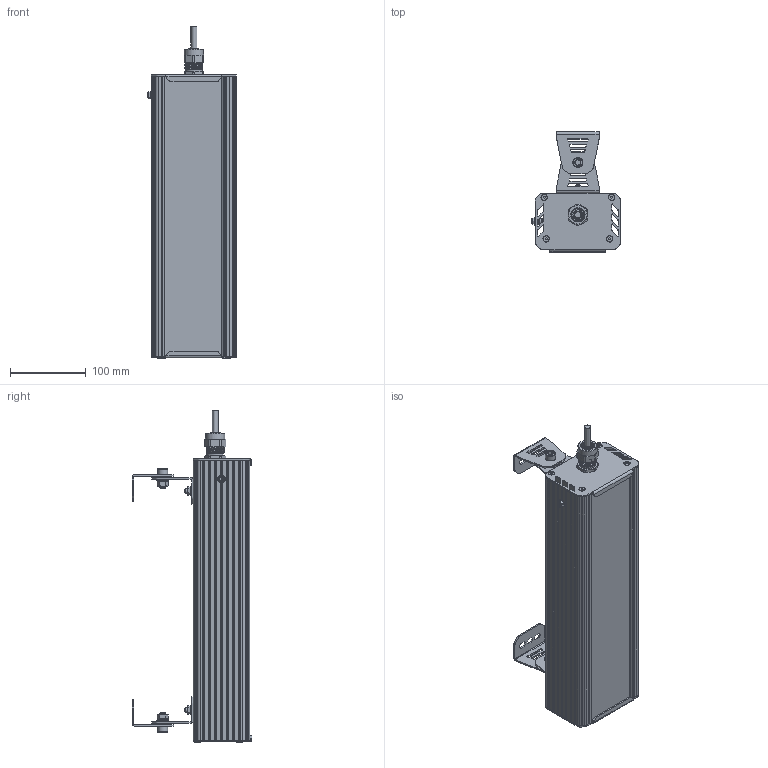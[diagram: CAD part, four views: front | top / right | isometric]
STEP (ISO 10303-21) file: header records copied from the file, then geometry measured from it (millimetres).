
FILE_DESCRIPTION(('STEP AP214'), '1');
FILE_NAME('001.0092.00.013 - ÃÑÏ-Ïðèìà-Îïòèê-2Åõ50', '', ('UNSPECIFIED'), ('UNSPECIFIED'), 'C3D Converter', 'C3D Toolkit', '');
FILE_SCHEMA(('AUTOMOTIVE_DESIGN { 1 0 10303 214 3 1 1}'));
Length unit declared in the file: millimetre
Products named in the file (37): 001.0092.00.013; 001.0065.01.000
Assembly tree (62 placements, depth 4):
  001.0092.00.013
    (unnamed)
      (unnamed)  x4
      (unnamed)  x4
      (unnamed)
      (unnamed)
      (unnamed)
      (unnamed)
      (unnamed)
      (unnamed)
      (unnamed)
      (unnamed)
      (unnamed)
      (unnamed)
      (unnamed)
        (unnamed)
    001.0065.01.000  x2
      (unnamed)
      (unnamed)
      (unnamed)
      (unnamed)
      (unnamed)
      (unnamed)
      (unnamed)
      (unnamed)
      (unnamed)
    (unnamed)  x5
      (unnamed)
      (unnamed)
      (unnamed)
      (unnamed)
      (unnamed)
      (unnamed)
      (unnamed)
      (unnamed)
      (unnamed)
      (unnamed)
Bounding box: 117.15 x 158.42 x 439.5 mm (x, y, z)
Volume: 841056.2 mm3; surface area: 695576.8 mm2
Topology: 215 solids, 215 shells, 3321 faces, 7790 edges, 5177 vertices
Faces by surface type: plane 2188, cylinder 870, cone 145, bspline 99, sphere 15, torus 4
Full cylindrical faces by diameter (mm): 1 x15, 2 x10, 2.5 x20, 2.8 x125, 3.2 x15, 3.5 x30, 4 x9, 5 x3, 6 x5, 6.375 x2, 7 x2, 8 x12, 8.5 x8, 9 x65, 10 x1, 12 x2, 12.5 x1, 13 x1, 13.333 x2, 16 x5, 17 x1, 18 x1, 18.5 x1, 19 x1, 20 x1, 21.5 x1, 22 x2, 25.5 x1
Entity records: 100866 total; most frequent: CARTESIAN_POINT 49324, DIRECTION 7822, ORIENTED_EDGE 6482, EDGE_CURVE 3241, AXIS2_PLACEMENT_3D 2882, COLOUR_RGB 2386, PRESENTATION_STYLE_ASSIGNMENT 2386, VERTEX_POINT 2227
